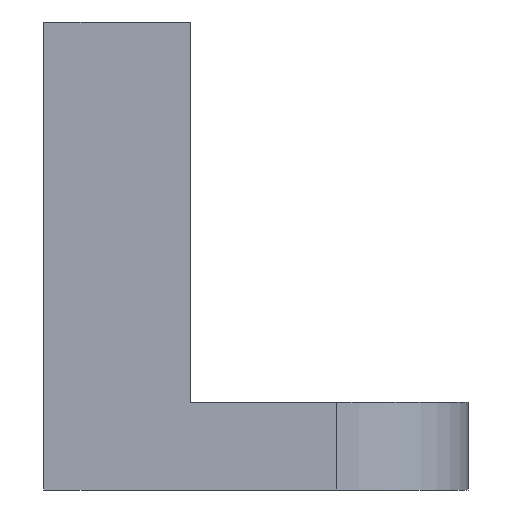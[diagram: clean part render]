
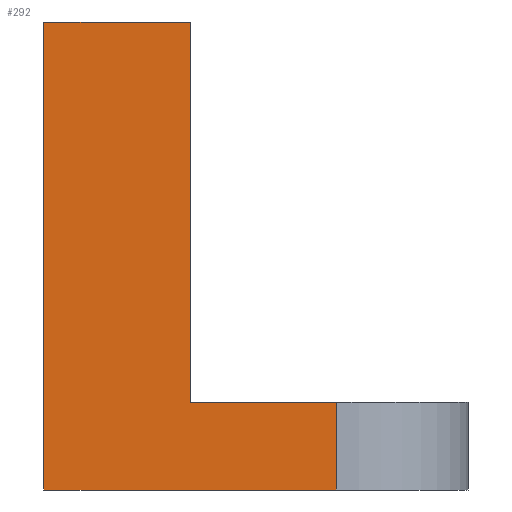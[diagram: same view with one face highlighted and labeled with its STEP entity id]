
A CAD part, front view. The second image highlights one B-rep face of the part: STEP entity #292.
In plain terms, the highlighted planar face has unit normal (0, -1, 0).
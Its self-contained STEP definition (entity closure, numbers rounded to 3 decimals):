
#30=PLANE('',#333);
#45=FACE_OUTER_BOUND('',#66,.T.);
#66=EDGE_LOOP('',(#259,#260,#261,#262,#263,#264));
#72=LINE('',#435,#98);
#77=LINE('',#447,#103);
#86=LINE('',#474,#112);
#89=LINE('',#479,#115);
#93=LINE('',#490,#119);
#95=LINE('',#494,#121);
#98=VECTOR('',#355,10.);
#103=VECTOR('',#366,10.);
#112=VECTOR('',#389,10.);
#115=VECTOR('',#394,10.);
#119=VECTOR('',#408,10.);
#121=VECTOR('',#414,10.);
#139=VERTEX_POINT('',#432);
#140=VERTEX_POINT('',#434);
#144=VERTEX_POINT('',#446);
#154=VERTEX_POINT('',#471);
#155=VERTEX_POINT('',#473);
#156=VERTEX_POINT('',#477);
#166=EDGE_CURVE('',#139,#140,#72,.T.);
#172=EDGE_CURVE('',#140,#144,#77,.T.);
#185=EDGE_CURVE('',#155,#154,#86,.T.);
#188=EDGE_CURVE('',#156,#154,#89,.T.);
#194=EDGE_CURVE('',#144,#156,#93,.T.);
#196=EDGE_CURVE('',#155,#139,#95,.T.);
#259=ORIENTED_EDGE('',*,*,#166,.F.);
#260=ORIENTED_EDGE('',*,*,#196,.F.);
#261=ORIENTED_EDGE('',*,*,#185,.T.);
#262=ORIENTED_EDGE('',*,*,#188,.F.);
#263=ORIENTED_EDGE('',*,*,#194,.F.);
#264=ORIENTED_EDGE('',*,*,#172,.F.);
#292=ADVANCED_FACE('',(#45),#30,.T.);
#333=AXIS2_PLACEMENT_3D('',#493,#412,#413);
#355=DIRECTION('',(0.,0.,-1.));
#366=DIRECTION('',(-1.,0.,0.));
#389=DIRECTION('',(0.,0.,1.));
#394=DIRECTION('',(1.,0.,0.));
#408=DIRECTION('',(0.,0.,1.));
#412=DIRECTION('center_axis',(0.,-1.,0.));
#413=DIRECTION('ref_axis',(1.,0.,0.));
#414=DIRECTION('',(1.,0.,0.));
#432=CARTESIAN_POINT('',(0.,-28.25,3.));
#434=CARTESIAN_POINT('',(0.,-28.25,0.));
#435=CARTESIAN_POINT('',(0.,-28.25,0.));
#446=CARTESIAN_POINT('',(-10.,-28.25,0.));
#447=CARTESIAN_POINT('',(4.5,-28.25,0.));
#471=CARTESIAN_POINT('',(-5.,-28.25,16.));
#473=CARTESIAN_POINT('',(-5.,-28.25,3.));
#474=CARTESIAN_POINT('',(-5.,-28.25,3.));
#477=CARTESIAN_POINT('',(-10.,-28.25,16.));
#479=CARTESIAN_POINT('',(-10.,-28.25,16.));
#490=CARTESIAN_POINT('',(-10.,-28.25,0.));
#493=CARTESIAN_POINT('Origin',(-10.,-28.25,0.));
#494=CARTESIAN_POINT('',(4.5,-28.25,3.));
